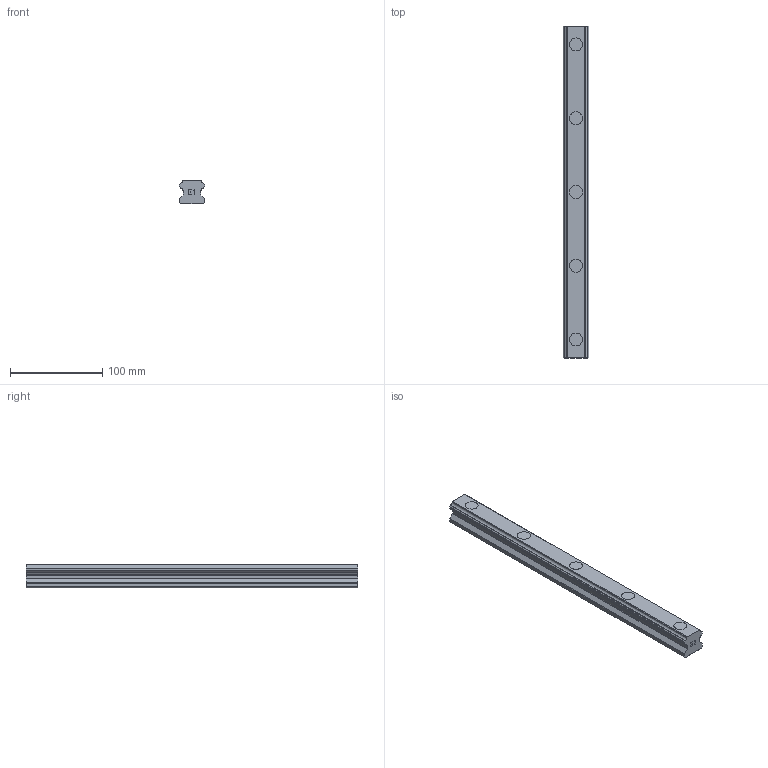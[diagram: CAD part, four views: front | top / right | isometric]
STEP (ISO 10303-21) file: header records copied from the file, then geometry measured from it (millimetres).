
FILE_DESCRIPTION(('STEP AP214'),'1');
FILE_NAME('cctmp_111F5295-5563-47F0-80AD-6E4CAC7EE642_2020_6_24_9_19_20_846..stp','2020-06-24T07:19:20',('HIWIN GmbH'),('CADClick - www.CADClick.com'),'Spatial InterOp 3D',' ','unknown authorization');
FILE_SCHEMA(('AUTOMOTIVE_DESIGN'));
Length unit declared in the file: millimetre
Products named in the file (1): HGR30R360H_FILE
Bounding box: 28 x 360 x 26 mm (x, y, z)
Volume: 208179.2 mm3; surface area: 46211.8 mm2
Topology: 1 solids, 1 shells, 160 faces, 417 edges, 278 vertices
Faces by surface type: plane 108, cylinder 52
Entity records: 6209 total; most frequent: CARTESIAN_POINT 856, DIRECTION 843, ORIENTED_EDGE 834, EDGE_CURVE 417, LINE 313, VECTOR 313, VERTEX_POINT 278, AXIS2_PLACEMENT_3D 265
